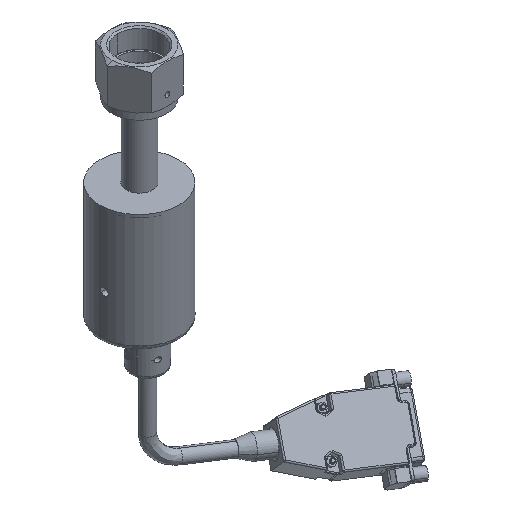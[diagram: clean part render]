
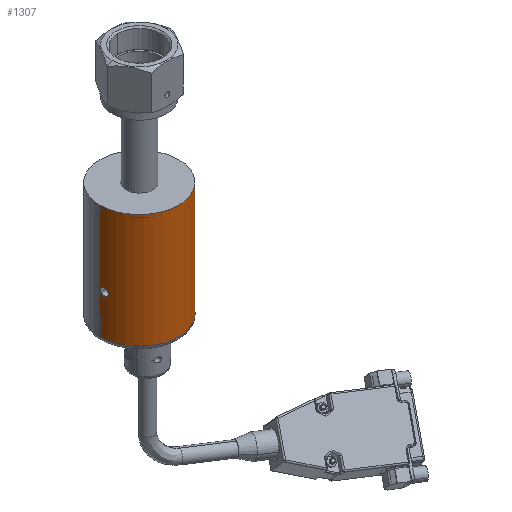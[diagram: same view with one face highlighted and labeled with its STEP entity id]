
A CAD part, isometric view. The second image highlights one B-rep face of the part: STEP entity #1307.
In plain terms, the highlighted cylindrical face has radius 19.05 mm (diameter 38.1 mm), a partial arc.
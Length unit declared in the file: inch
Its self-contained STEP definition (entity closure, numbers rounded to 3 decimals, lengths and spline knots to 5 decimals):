
#158 = AXIS2_PLACEMENT_3D ( 'NONE', #23508, #3546, #3735 ) ;
#1064 = CARTESIAN_POINT ( 'NONE',  ( -0.74811, -0.05342, -2.61622 ) ) ;
#1307 = ADVANCED_FACE ( 'NONE', ( #15483 ), #9059, .T. ) ;
#1422 = CARTESIAN_POINT ( 'NONE',  ( -0.74114, -0.11518, -2.6034 ) ) ;
#1653 = CARTESIAN_POINT ( 'NONE',  ( -0.73743, -0.13678, -2.50932 ) ) ;
#1803 = B_SPLINE_CURVE_WITH_KNOTS ( 'NONE', 3,
 ( #25609, #33472, #7715, #19291, #24841, #28494, #10180, #19479, #16253, #16448, #7907, #31165, #1836, #2219, #21785, #13779, #19101, #25412, #37082, #1653, #7347, #10935, #18904, #34241 ),
 .UNSPECIFIED., .F., .F.,
 ( 4, 2, 2, 2, 2, 2, 2, 2, 2, 2, 2, 4 ),
 ( 0., 0.00066, 0.00132, 0.00198, 0.00264, 0.00297, 0.0033, 0.00363, 0.00396, 0.00429, 0.00462, 0.00528 ),
 .UNSPECIFIED. ) ;
#1836 = CARTESIAN_POINT ( 'NONE',  ( -0.74277, -0.10397, -2.476 ) ) ;
#1862 = EDGE_CURVE ( 'NONE', #3282, #29538, #18969, .T. ) ;
#2116 = VERTEX_POINT ( 'NONE', #12685 ) ;
#2219 = CARTESIAN_POINT ( 'NONE',  ( -0.74169, -0.11142, -2.48038 ) ) ;
#3282 = VERTEX_POINT ( 'NONE', #12717 ) ;
#3297 = CARTESIAN_POINT ( 'NONE',  ( -0.75, 0., -0.15 ) ) ;
#3546 = DIRECTION ( 'NONE',  ( 0., 0., 1. ) ) ;
#3646 = DIRECTION ( 'NONE',  ( 1., 0., 0. ) ) ;
#3735 = DIRECTION ( 'NONE',  ( 1., 0., 0. ) ) ;
#4824 = CARTESIAN_POINT ( 'NONE',  ( -0.75, 0., -2.56938 ) ) ;
#4971 = VERTEX_POINT ( 'NONE', #32136 ) ;
#5868 = EDGE_CURVE ( 'NONE', #32636, #2116, #25242, .T. ) ;
#6097 = CARTESIAN_POINT ( 'NONE',  ( -0.75, -0.0031, -2.5776 ) ) ;
#7136 = DIRECTION ( 'NONE',  ( 0., 0., -1. ) ) ;
#7347 = CARTESIAN_POINT ( 'NONE',  ( -0.73708, -0.13862, -2.51332 ) ) ;
#7715 = CARTESIAN_POINT ( 'NONE',  ( -0.74998, -0.00753, -2.50093 ) ) ;
#7907 = CARTESIAN_POINT ( 'NONE',  ( -0.74435, -0.09195, -2.47113 ) ) ;
#8205 = EDGE_LOOP ( 'NONE', ( #21285, #36078, #17101, #12154, #19720, #12314, #29136 ) ) ;
#8848 = EDGE_CURVE ( 'NONE', #32636, #13390, #1803, .T. ) ;
#9059 = CYLINDRICAL_SURFACE ( 'NONE', #158, 0.75 ) ;
#9120 = B_SPLINE_CURVE_WITH_KNOTS ( 'NONE', 3,
 ( #9963, #21384, #33076, #15839, #33257, #30748, #1422, #16217, #30195, #16022, #15479, #18684, #12999, #27881, #27144, #1064, #12624, #9780, #27314, #12809, #24625, #36298, #10141, #33433, #6097, #4824 ),
 .UNSPECIFIED., .F., .F.,
 ( 4, 2, 2, 2, 2, 2, 2, 2, 2, 2, 2, 2, 4 ),
 ( 0.00528, 0.00594, 0.0066, 0.00726, 0.00759, 0.00792, 0.00825, 0.00857, 0.0089, 0.00923, 0.00956, 0.00989, 0.01055 ),
 .UNSPECIFIED. ) ;
#9780 = CARTESIAN_POINT ( 'NONE',  ( -0.74888, -0.04109, -2.61222 ) ) ;
#9963 = CARTESIAN_POINT ( 'NONE',  ( -0.73594, -0.14453, -2.543 ) ) ;
#10141 = CARTESIAN_POINT ( 'NONE',  ( -0.74983, -0.01608, -2.59505 ) ) ;
#10180 = CARTESIAN_POINT ( 'NONE',  ( -0.74844, -0.04909, -2.47052 ) ) ;
#10551 = VERTEX_POINT ( 'NONE', #16339 ) ;
#10935 = CARTESIAN_POINT ( 'NONE',  ( -0.73624, -0.14301, -2.52557 ) ) ;
#12154 = ORIENTED_EDGE ( 'NONE', *, *, #33757, .T. ) ;
#12314 = ORIENTED_EDGE ( 'NONE', *, *, #8848, .T. ) ;
#12624 = CARTESIAN_POINT ( 'NONE',  ( -0.74839, -0.04924, -2.61513 ) ) ;
#12685 = CARTESIAN_POINT ( 'NONE',  ( -0.75, 0., -1.14 ) ) ;
#12717 = CARTESIAN_POINT ( 'NONE',  ( 0.75, 0., -3.31 ) ) ;
#12781 = VECTOR ( 'NONE', #18793, 39.37008 ) ;
#12809 = CARTESIAN_POINT ( 'NONE',  ( -0.74943, -0.02951, -2.6061 ) ) ;
#12999 = CARTESIAN_POINT ( 'NONE',  ( -0.74625, -0.075, -2.61797 ) ) ;
#13390 = VERTEX_POINT ( 'NONE', #23179 ) ;
#13779 = CARTESIAN_POINT ( 'NONE',  ( -0.7401, -0.12147, -2.48846 ) ) ;
#15081 = CIRCLE ( 'NONE', #15666, 0.75 ) ;
#15119 = CARTESIAN_POINT ( 'NONE',  ( -0.75, 0., -2.51662 ) ) ;
#15479 = CARTESIAN_POINT ( 'NONE',  ( -0.74485, -0.08782, -2.61601 ) ) ;
#15483 = FACE_OUTER_BOUND ( 'NONE', #8205, .T. ) ;
#15666 = AXIS2_PLACEMENT_3D ( 'NONE', #32720, #7136, #32534 ) ;
#15753 = CARTESIAN_POINT ( 'NONE',  ( 0., 0., -3.31 ) ) ;
#15839 = CARTESIAN_POINT ( 'NONE',  ( -0.73736, -0.13715, -2.57681 ) ) ;
#16022 = CARTESIAN_POINT ( 'NONE',  ( -0.74434, -0.09203, -2.61484 ) ) ;
#16217 = CARTESIAN_POINT ( 'NONE',  ( -0.74277, -0.10397, -2.60999 ) ) ;
#16253 = CARTESIAN_POINT ( 'NONE',  ( -0.74629, -0.075, -2.46765 ) ) ;
#16339 = CARTESIAN_POINT ( 'NONE',  ( -0.75, 0., -3.31 ) ) ;
#16448 = CARTESIAN_POINT ( 'NONE',  ( -0.74486, -0.0878, -2.46999 ) ) ;
#16550 = VECTOR ( 'NONE', #34113, 39.37008 ) ;
#17101 = ORIENTED_EDGE ( 'NONE', *, *, #1862, .T. ) ;
#17937 = EDGE_CURVE ( 'NONE', #13390, #4971, #9120, .T. ) ;
#18615 = LINE ( 'NONE', #3297, #12781 ) ;
#18684 = CARTESIAN_POINT ( 'NONE',  ( -0.74581, -0.07929, -2.61757 ) ) ;
#18793 = DIRECTION ( 'NONE',  ( 0., 0., 1. ) ) ;
#18904 = CARTESIAN_POINT ( 'NONE',  ( -0.73594, -0.14453, -2.53422 ) ) ;
#18969 = LINE ( 'NONE', #34303, #16550 ) ;
#19101 = CARTESIAN_POINT ( 'NONE',  ( -0.73959, -0.12455, -2.49159 ) ) ;
#19291 = CARTESIAN_POINT ( 'NONE',  ( -0.74978, -0.01894, -2.48762 ) ) ;
#19479 = CARTESIAN_POINT ( 'NONE',  ( -0.74712, -0.06628, -2.4676 ) ) ;
#19690 = DIRECTION ( 'NONE',  ( 0., 0., 1. ) ) ;
#19720 = ORIENTED_EDGE ( 'NONE', *, *, #5868, .F. ) ;
#20857 = CIRCLE ( 'NONE', #21445, 0.75 ) ;
#21285 = ORIENTED_EDGE ( 'NONE', *, *, #36837, .F. ) ;
#21384 = CARTESIAN_POINT ( 'NONE',  ( -0.73594, -0.14453, -2.55178 ) ) ;
#21445 = AXIS2_PLACEMENT_3D ( 'NONE', #15753, #32804, #3646 ) ;
#21785 = CARTESIAN_POINT ( 'NONE',  ( -0.74115, -0.11492, -2.48288 ) ) ;
#23179 = CARTESIAN_POINT ( 'NONE',  ( -0.73594, -0.14453, -2.543 ) ) ;
#23508 = CARTESIAN_POINT ( 'NONE',  ( 0., 0., -0.15 ) ) ;
#24625 = CARTESIAN_POINT ( 'NONE',  ( -0.74956, -0.02594, -2.60365 ) ) ;
#24841 = CARTESIAN_POINT ( 'NONE',  ( -0.7496, -0.02566, -2.48208 ) ) ;
#25242 = LINE ( 'NONE', #36915, #29709 ) ;
#25412 = CARTESIAN_POINT ( 'NONE',  ( -0.73864, -0.13006, -2.49826 ) ) ;
#25609 = CARTESIAN_POINT ( 'NONE',  ( -0.75, 0., -2.51662 ) ) ;
#25765 = EDGE_CURVE ( 'NONE', #10551, #3282, #20857, .T. ) ;
#27144 = CARTESIAN_POINT ( 'NONE',  ( -0.74745, -0.06199, -2.61767 ) ) ;
#27314 = CARTESIAN_POINT ( 'NONE',  ( -0.74909, -0.03707, -2.61039 ) ) ;
#27881 = CARTESIAN_POINT ( 'NONE',  ( -0.74707, -0.06637, -2.61803 ) ) ;
#28494 = CARTESIAN_POINT ( 'NONE',  ( -0.74892, -0.04088, -2.47345 ) ) ;
#29136 = ORIENTED_EDGE ( 'NONE', *, *, #17937, .T. ) ;
#29538 = VERTEX_POINT ( 'NONE', #30135 ) ;
#29709 = VECTOR ( 'NONE', #19690, 39.37008 ) ;
#30135 = CARTESIAN_POINT ( 'NONE',  ( 0.75, 0., -1.14 ) ) ;
#30195 = CARTESIAN_POINT ( 'NONE',  ( -0.7433, -0.10009, -2.61184 ) ) ;
#30748 = CARTESIAN_POINT ( 'NONE',  ( -0.74007, -0.12178, -2.59777 ) ) ;
#31165 = CARTESIAN_POINT ( 'NONE',  ( -0.74331, -0.10001, -2.47413 ) ) ;
#32136 = CARTESIAN_POINT ( 'NONE',  ( -0.75, 0., -2.56938 ) ) ;
#32534 = DIRECTION ( 'NONE',  ( 1., 0., 0. ) ) ;
#32636 = VERTEX_POINT ( 'NONE', #15119 ) ;
#32720 = CARTESIAN_POINT ( 'NONE',  ( 0., 0., -1.14 ) ) ;
#32804 = DIRECTION ( 'NONE',  ( 0., 0., 1. ) ) ;
#33076 = CARTESIAN_POINT ( 'NONE',  ( -0.73624, -0.14304, -2.56034 ) ) ;
#33257 = CARTESIAN_POINT ( 'NONE',  ( -0.73816, -0.13285, -2.58436 ) ) ;
#33433 = CARTESIAN_POINT ( 'NONE',  ( -0.74998, -0.00759, -2.58515 ) ) ;
#33472 = CARTESIAN_POINT ( 'NONE',  ( -0.75, -0.0031, -2.5084 ) ) ;
#33757 = EDGE_CURVE ( 'NONE', #29538, #2116, #15081, .T. ) ;
#34113 = DIRECTION ( 'NONE',  ( 0., 0., 1. ) ) ;
#34241 = CARTESIAN_POINT ( 'NONE',  ( -0.73594, -0.14453, -2.543 ) ) ;
#34303 = CARTESIAN_POINT ( 'NONE',  ( 0.75, 0., -0.15 ) ) ;
#36078 = ORIENTED_EDGE ( 'NONE', *, *, #25765, .T. ) ;
#36298 = CARTESIAN_POINT ( 'NONE',  ( -0.74976, -0.01924, -2.59814 ) ) ;
#36837 = EDGE_CURVE ( 'NONE', #10551, #4971, #18615, .T. ) ;
#36915 = CARTESIAN_POINT ( 'NONE',  ( -0.75, 0., -0.15 ) ) ;
#37082 = CARTESIAN_POINT ( 'NONE',  ( -0.73821, -0.13251, -2.5018 ) ) ;
